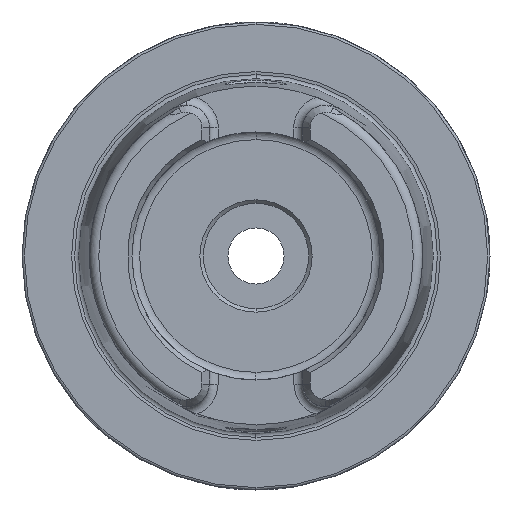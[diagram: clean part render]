
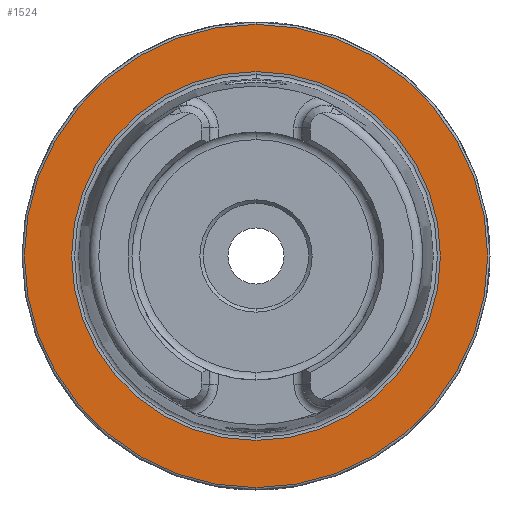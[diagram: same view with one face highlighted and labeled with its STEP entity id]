
A CAD part, left-side view. The second image highlights one B-rep face of the part: STEP entity #1524.
In plain terms, the highlighted planar face has unit normal (-1, 0, 0).
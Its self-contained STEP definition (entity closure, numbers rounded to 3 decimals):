
#458 = VERTEX_POINT ( 'NONE', #6186 ) ;
#463 = VERTEX_POINT ( 'NONE', #6191 ) ;
#465 = VERTEX_POINT ( 'NONE', #6193 ) ;
#466 = VERTEX_POINT ( 'NONE', #6194 ) ;
#720 = EDGE_CURVE ( 'NONE', #458, #463, #10297, .T. ) ;
#724 = EDGE_CURVE ( 'NONE', #465, #466, #10304, .T. ) ;
#1013 = EDGE_LOOP ( 'NONE', ( #1801, #1802 ) ) ;
#1020 = EDGE_LOOP ( 'NONE', ( #1799, #1800 ) ) ;
#1524 = ADVANCED_FACE ( 'NONE', ( #8222, #8223 ), #2929, .F. ) ;
#1799 = ORIENTED_EDGE ( 'NONE', *, *, #3567, .F. ) ;
#1800 = ORIENTED_EDGE ( 'NONE', *, *, #720, .F. ) ;
#1801 = ORIENTED_EDGE ( 'NONE', *, *, #724, .T. ) ;
#1802 = ORIENTED_EDGE ( 'NONE', *, *, #3565, .T. ) ;
#2919 = DIRECTION ( 'NONE',  ( 1., 0., 0. ) ) ;
#2927 = CARTESIAN_POINT ( 'NONE',  ( 0., 49.5, 0. ) ) ;
#2929 = PLANE ( 'NONE',  #8010 ) ;
#2931 = DIRECTION ( 'NONE',  ( 0., 0., -1. ) ) ;
#3565 = EDGE_CURVE ( 'NONE', #466, #465, #10453, .T. ) ;
#3567 = EDGE_CURVE ( 'NONE', #463, #458, #10454, .T. ) ;
#3706 = AXIS2_PLACEMENT_3D ( 'NONE', #6813, #6814, #6815 ) ;
#3709 = AXIS2_PLACEMENT_3D ( 'NONE', #6824, #6825, #6826 ) ;
#4071 = CARTESIAN_POINT ( 'NONE',  ( 0., 0., 0. ) ) ;
#4072 = DIRECTION ( 'NONE',  ( -1., 0., 0. ) ) ;
#4073 = DIRECTION ( 'NONE',  ( 0., 0., 1. ) ) ;
#4074 = CARTESIAN_POINT ( 'NONE',  ( 0., 0., 0. ) ) ;
#4075 = DIRECTION ( 'NONE',  ( -1., 0., 0. ) ) ;
#4076 = DIRECTION ( 'NONE',  ( 0., 0., 1. ) ) ;
#6186 = CARTESIAN_POINT ( 'NONE',  ( 0., 0., -39.405 ) ) ;
#6191 = CARTESIAN_POINT ( 'NONE',  ( 0., 0., 39.405 ) ) ;
#6193 = CARTESIAN_POINT ( 'NONE',  ( 0., 0., 49.5 ) ) ;
#6194 = CARTESIAN_POINT ( 'NONE',  ( 0., 0., -49.5 ) ) ;
#6813 = CARTESIAN_POINT ( 'NONE',  ( 0., 0., 0. ) ) ;
#6814 = DIRECTION ( 'NONE',  ( -1., 0., 0. ) ) ;
#6815 = DIRECTION ( 'NONE',  ( 0., 0., 1. ) ) ;
#6824 = CARTESIAN_POINT ( 'NONE',  ( 0., 0., 0. ) ) ;
#6825 = DIRECTION ( 'NONE',  ( -1., 0., 0. ) ) ;
#6826 = DIRECTION ( 'NONE',  ( 0., 0., 1. ) ) ;
#8010 = AXIS2_PLACEMENT_3D ( 'NONE', #2927, #2919, #2931 ) ;
#8222 = FACE_BOUND ( 'NONE', #1020, .T. ) ;
#8223 = FACE_OUTER_BOUND ( 'NONE', #1013, .T. ) ;
#8712 = AXIS2_PLACEMENT_3D ( 'NONE', #4071, #4072, #4073 ) ;
#8713 = AXIS2_PLACEMENT_3D ( 'NONE', #4074, #4075, #4076 ) ;
#10297 = CIRCLE ( 'NONE', #3706, 39.405 ) ;
#10304 = CIRCLE ( 'NONE', #3709, 49.5 ) ;
#10453 = CIRCLE ( 'NONE', #8712, 49.5 ) ;
#10454 = CIRCLE ( 'NONE', #8713, 39.405 ) ;
